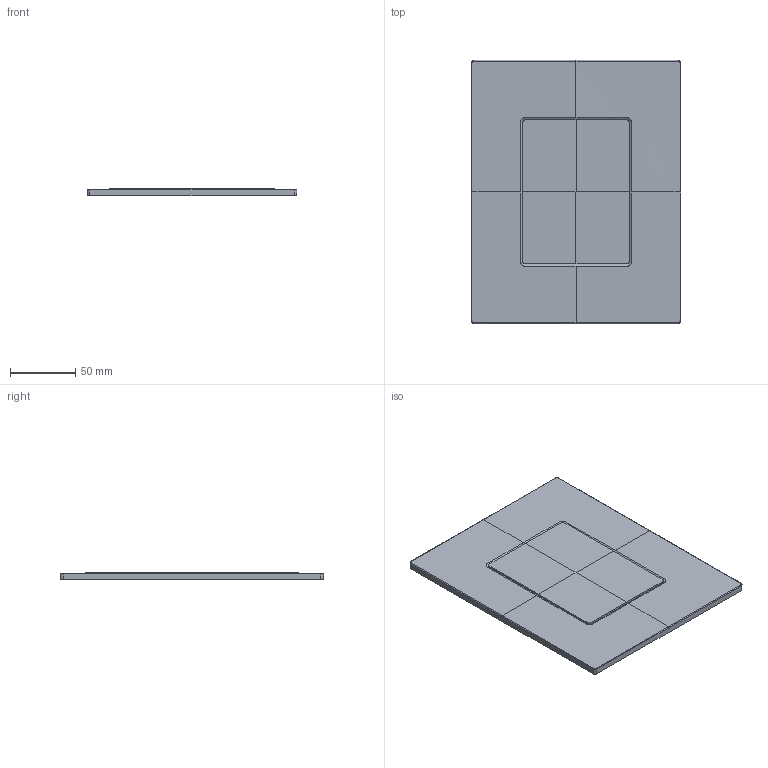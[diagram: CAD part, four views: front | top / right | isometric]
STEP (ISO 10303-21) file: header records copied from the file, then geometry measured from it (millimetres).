
FILE_DESCRIPTION(/* description */ ('AP214 STEP file'),/* implementation_level */ '2;1');
FILE_NAME(/* name */ '1046440000_Skate_Cosm_Skate_Cosm_500006669_out.stp',/* time_stamp */ '2024-01-05T06:47:15+01:00',/* author */ (''),/* organization */ (''),/* preprocessor_version */ 'ST-DEVELOPER v18.1',/* originating_system */ 'Elysium Co. Ltd. STEP Translator v8.3.0.0',/* authorisation */ '');
FILE_SCHEMA (('AUTOMOTIVE_DESIGN { 1 0 10303 214 3 1 1 }'));
Length unit declared in the file: millimetre
Products named in the file (1): 1046440000_Skate_Cosm_Skate_Cosm_500006669_extract
Bounding box: 160 x 201 x 5.6 mm (x, y, z)
Volume: 164534.8 mm3; surface area: 68479.6 mm2
Topology: 1 solids, 1 shells, 71 faces, 180 edges, 113 vertices
Faces by surface type: sphere 16, bspline 15, plane 15, cylinder 13, cone 8, torus 4
Entity records: 3495 total; most frequent: CARTESIAN_POINT 1469, ORIENTED_EDGE 360, EDGE_CURVE 180, STYLED_ITEM 142, VERTEX_POINT 113, B_SPLINE_CURVE_WITH_KNOTS 103, AXIS2_PLACEMENT_3D 91, DIRECTION 82
